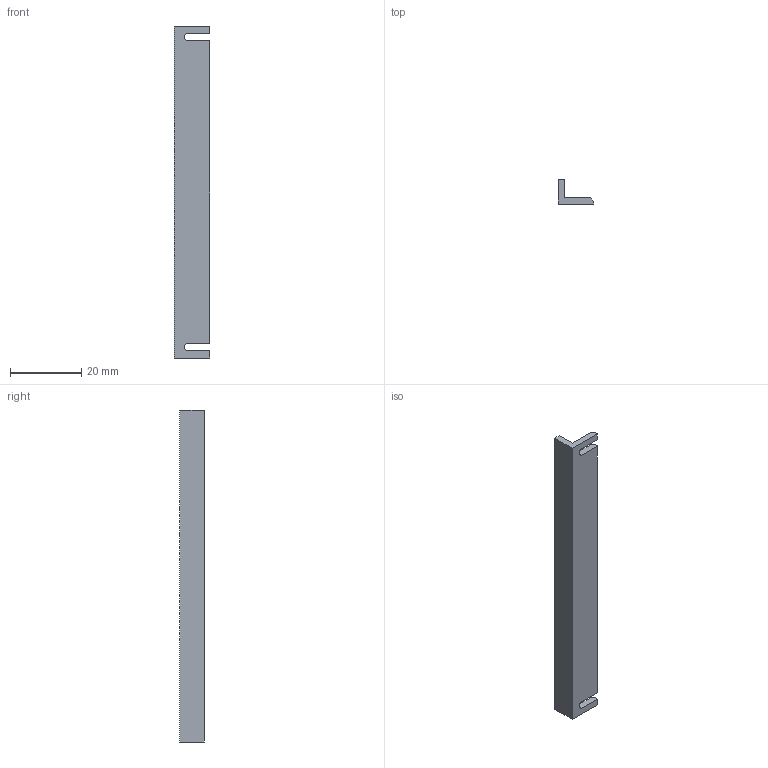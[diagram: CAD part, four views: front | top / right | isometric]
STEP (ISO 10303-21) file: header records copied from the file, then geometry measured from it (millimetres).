
FILE_DESCRIPTION (( 'STEP AP214' ), '1' );
FILE_NAME ('Ïðèæèìíàÿ øàéáà.STEP', '2023-01-10T16:36:24', ( '' ), ( '' ), 'SwSTEP 2.0', 'SolidWorks 2022', '' );
FILE_SCHEMA (( 'AUTOMOTIVE_DESIGN' ));
Length unit declared in the file: millimetre
Products named in the file (1): Прижимная шайба
Bounding box: 10 x 7 x 93.5 mm (x, y, z)
Volume: 2458.5 mm3; surface area: 3165.7 mm2
Topology: 1 solids, 1 shells, 19 faces, 51 edges, 34 vertices
Faces by surface type: plane 17, cylinder 2
Entity records: 623 total; most frequent: CARTESIAN_POINT 105, ORIENTED_EDGE 102, DIRECTION 95, EDGE_CURVE 51, VECTOR 47, LINE 47, VERTEX_POINT 34, AXIS2_PLACEMENT_3D 24
